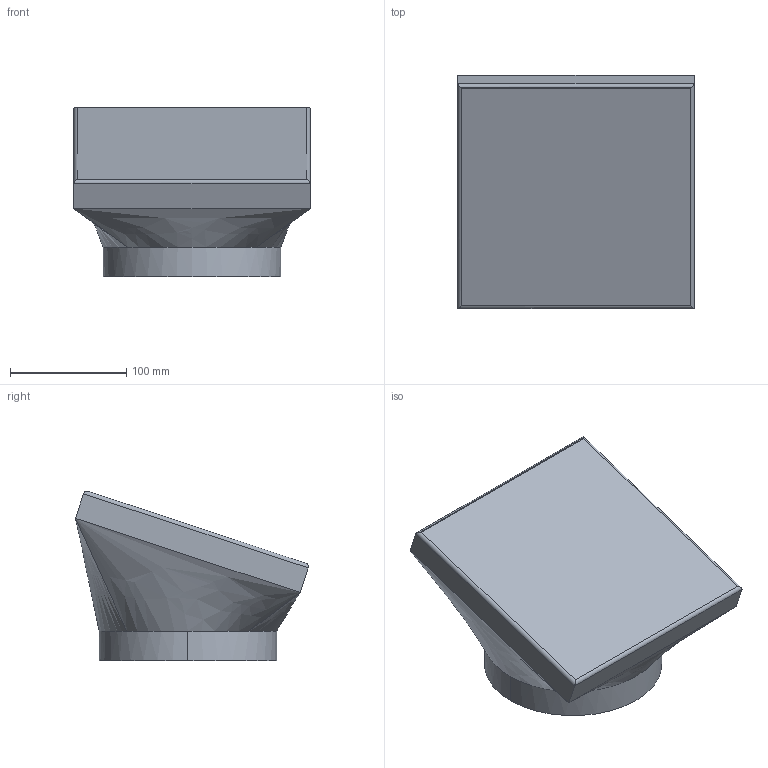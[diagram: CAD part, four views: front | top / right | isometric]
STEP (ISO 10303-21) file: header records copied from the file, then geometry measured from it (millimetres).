
FILE_DESCRIPTION (( 'STEP AP214' ), '1' );
FILE_NAME ('Radiator_8x8.STEP', '2025-01-27T01:47:31', ( '' ), ( '' ), 'SwSTEP 2.0', 'SolidWorks 2024', '' );
FILE_SCHEMA (( 'AUTOMOTIVE_DESIGN' ));
Length unit declared in the file: inch
Products named in the file (1): Radiator_8x8
Bounding box: 203.2 x 200.08 x 145.59 mm (x, y, z)
Volume: 3342210.9 mm3; surface area: 138044.7 mm2
Topology: 1 solids, 1 shells, 17 faces, 37 edges, 22 vertices
Faces by surface type: cylinder 7, plane 6, bspline 4
Entity records: 684 total; most frequent: CARTESIAN_POINT 312, ORIENTED_EDGE 74, DIRECTION 65, EDGE_CURVE 37, LINE 23, VECTOR 23, VERTEX_POINT 22, AXIS2_PLACEMENT_3D 21
